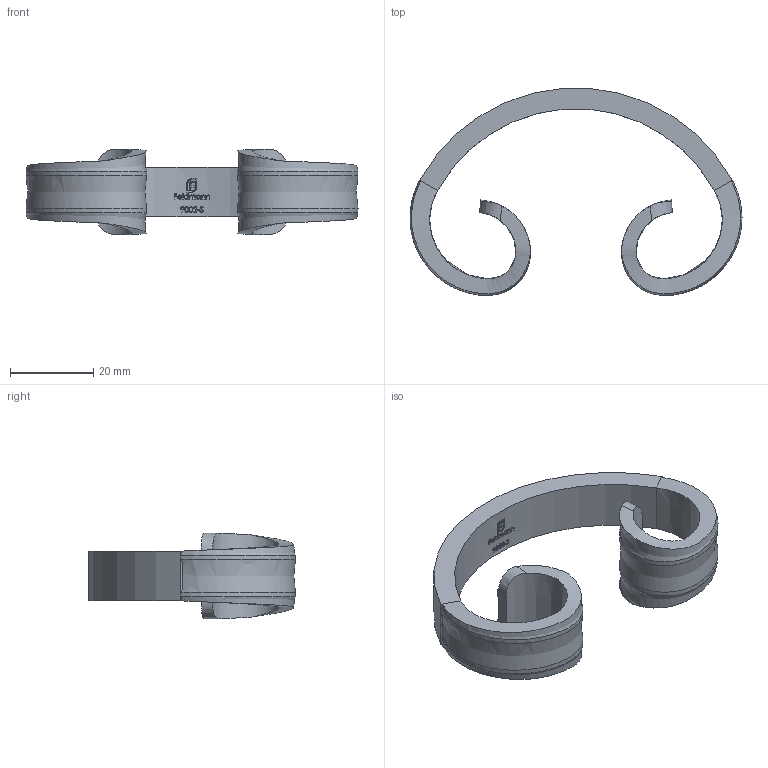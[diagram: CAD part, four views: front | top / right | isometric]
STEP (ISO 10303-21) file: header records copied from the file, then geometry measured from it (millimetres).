
FILE_DESCRIPTION (( 'STEP AP203' ), '1' );
FILE_NAME ('9002-S.STEP', '2023-12-13T07:32:01', ( '' ), ( '' ), 'SwSTEP 2.0', 'SolidWorks 2018', '' );
FILE_SCHEMA (( 'CONFIG_CONTROL_DESIGN' ));
Length unit declared in the file: millimetre
Products named in the file (1): 9002-S
Bounding box: 80 x 49.85 x 20.71 mm (x, y, z)
Volume: 12625.4 mm3; surface area: 8086 mm2
Topology: 1 solids, 1 shells, 276 faces, 755 edges, 502 vertices
Faces by surface type: bspline 152, plane 101, cylinder 23
Entity records: 18357 total; most frequent: CARTESIAN_POINT 12395, ORIENTED_EDGE 1510, EDGE_CURVE 755, DIRECTION 735, VERTEX_POINT 502, B_SPLINE_CURVE_WITH_KNOTS 324, LINE 321, VECTOR 321
